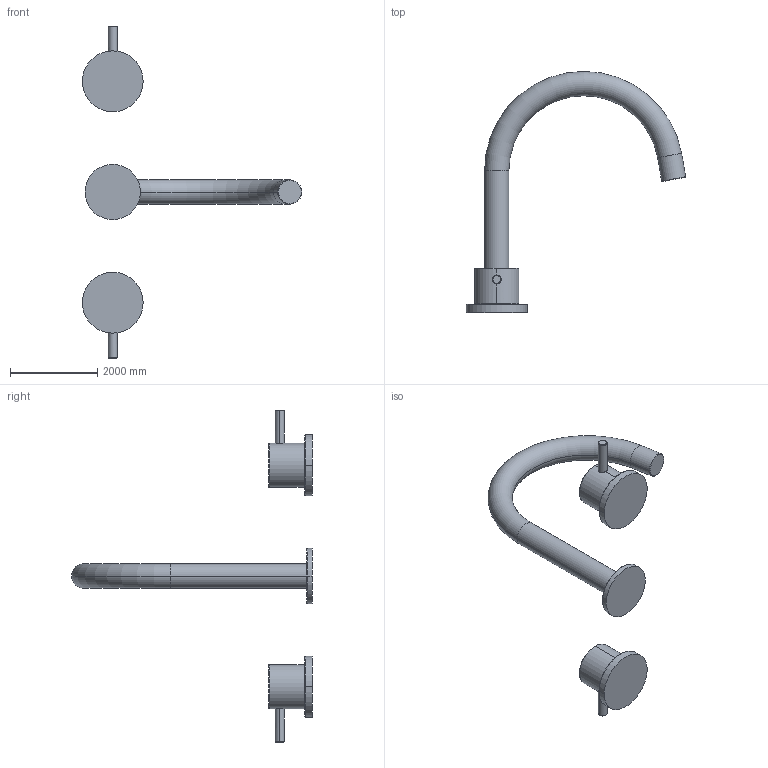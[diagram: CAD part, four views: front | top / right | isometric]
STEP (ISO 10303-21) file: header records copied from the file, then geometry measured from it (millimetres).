
FILE_DESCRIPTION((''),'2;1');
FILE_NAME('193','2019-02-15T',('MQ'),(''),'PRO/ENGINEER BY PARAMETRIC TECHNOLOGY CORPORATION, 2012130','PRO/ENGINEER BY PARAMETRIC TECHNOLOGY CORPORATION, 2012130','');
FILE_SCHEMA(('CONFIG_CONTROL_DESIGN'));
Length unit declared in the file: inch
Products named in the file (1): 193
Bounding box: 5035.52 x 5529.27 x 7620 mm (x, y, z)
Volume: 4448859512.5 mm3; surface area: 34047594.5 mm2
Topology: 3 solids, 3 shells, 53 faces, 106 edges, 64 vertices
Faces by surface type: cylinder 22, torus 18, plane 13
Entity records: 1466 total; most frequent: DIRECTION 278, CARTESIAN_POINT 275, ORIENTED_EDGE 212, AXIS2_PLACEMENT_3D 127, EDGE_CURVE 106, CIRCLE 74, VERTEX_POINT 64, EDGE_LOOP 58
